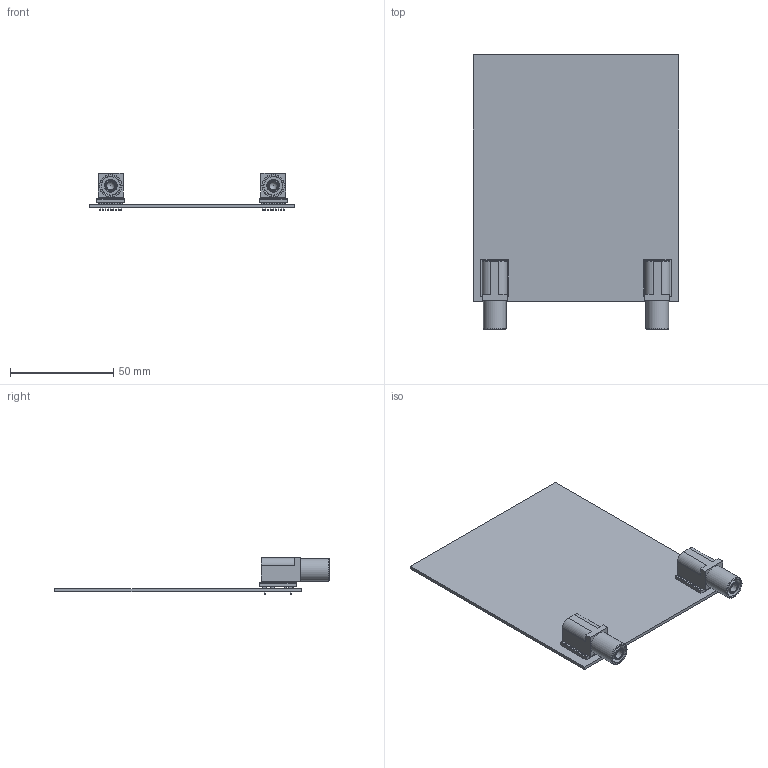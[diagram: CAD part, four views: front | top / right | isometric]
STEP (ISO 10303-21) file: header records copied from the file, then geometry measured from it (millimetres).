
FILE_DESCRIPTION(('KiCad electronic assembly'),'2;1');
FILE_NAME('Reference_banana4mm.step','2025-10-04T11:58:31',('Pcbnew'),( 'Kicad'),'Open CASCADE STEP processor 7.6','KiCad to STEP converter' ,'Unknown');
FILE_SCHEMA(('AUTOMOTIVE_DESIGN { 1 0 10303 214 1 1 1 1 }'));
Length unit declared in the file: millimetre
Products named in the file (11): Reference_banana4mm 1; banana_breakout; Banana_Cliff_FCR7350B_S16N-PC_Horizontal; PinHeader_1x05_P1.27mm_Vertical; PinHeader_1x09_P1.27mm_Vertical; 50mil_4mm_banana_jack_breakout_silkscreen; 50mil_4mm_banana_jack_breakout_soldermask; 50mil_4mm_banana_jack_breakout_PCB; Protoboard_Noppera-boo50mil_100mmX120mm_PCB
Assembly tree (11 placements, depth 3):
  Reference_banana4mm 1
    banana_breakout  x2
      Banana_Cliff_FCR7350B_S16N-PC_Horizontal
      PinHeader_1x05_P1.27mm_Vertical
      PinHeader_1x09_P1.27mm_Vertical
      50mil_4mm_banana_jack_breakout_silkscreen
      50mil_4mm_banana_jack_breakout_silkscreen
      50mil_4mm_banana_jack_breakout_soldermask
      50mil_4mm_banana_jack_breakout_soldermask
      50mil_4mm_banana_jack_breakout_PCB
    Protoboard_Noppera-boo50mil_100mmX120mm_PCB
Bounding box: 99.6 x 133.01 x 17.98 mm (x, y, z)
Volume: 24222.6 mm3; surface area: 33457 mm2
Topology: 11 solids, 51 shells, 990 faces, 2722 edges, 1864 vertices
Faces by surface type: plane 866, cylinder 98, cone 22, sphere 4
Full cylindrical faces by diameter (mm): 0.65 x56, 1.2 x8, 2 x2, 2.2 x2, 4.1 x2, 4.4 x6, 6.2 x2, 9 x2, 11 x2
Entity records: 16674 total; most frequent: CARTESIAN_POINT 2895, DIRECTION 2694, ORIENTED_EDGE 2596, EDGE_CURVE 1407, LINE 1168, VECTOR 1168, VERTEX_POINT 964, AXIS2_PLACEMENT_3D 763
